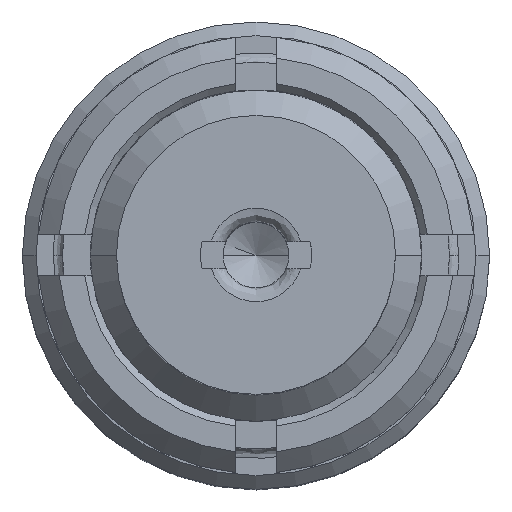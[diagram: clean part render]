
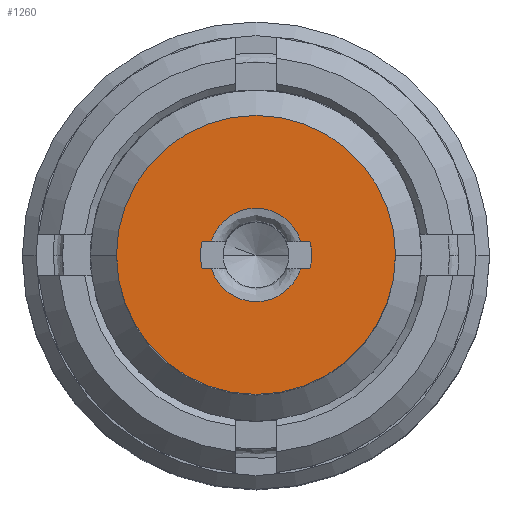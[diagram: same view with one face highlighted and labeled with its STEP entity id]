
A CAD part, top view. The second image highlights one B-rep face of the part: STEP entity #1260.
In plain terms, the highlighted planar face has unit normal (0, 0, 1).
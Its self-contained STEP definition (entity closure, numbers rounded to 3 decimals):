
#44 = EDGE_CURVE ( 'NONE', #4840, #52, #431, .T. ) ;
#52 = VERTEX_POINT ( 'NONE', #190 ) ;
#101 = CARTESIAN_POINT ( 'NONE',  ( 0.205, 0.491, -0.025 ) ) ;
#126 = CARTESIAN_POINT ( 'NONE',  ( 0.325, 0.1, -0.025 ) ) ;
#140 = CARTESIAN_POINT ( 'NONE',  ( -0.325, 0.1, -0.025 ) ) ;
#190 = CARTESIAN_POINT ( 'NONE',  ( -0.392, 0.1, -0.025 ) ) ;
#232 = CARTESIAN_POINT ( 'NONE',  ( 0., 0., -0.025 ) ) ;
#241 = DIRECTION ( 'NONE',  ( 0., 0., -1. ) ) ;
#248 = DIRECTION ( 'NONE',  ( 1., 0., 0. ) ) ;
#431 = CIRCLE ( 'NONE', #4249, 0.405 ) ;
#486 = AXIS2_PLACEMENT_3D ( 'NONE', #4475, #4456, #4435 ) ;
#585 = EDGE_CURVE ( 'NONE', #3788, #2879, #1907, .T. ) ;
#802 = CIRCLE ( 'NONE', #1111, 0.405 ) ;
#821 = EDGE_CURVE ( 'NONE', #3933, #2477, #3671, .T. ) ;
#864 = EDGE_CURVE ( 'NONE', #2477, #5728, #2033, .T. ) ;
#878 = DIRECTION ( 'NONE',  ( 1., 0., 0. ) ) ;
#896 = CARTESIAN_POINT ( 'NONE',  ( -0.405, 0.1, -0.025 ) ) ;
#956 = CARTESIAN_POINT ( 'NONE',  ( -0.325, 0.1, -0.025 ) ) ;
#1111 = AXIS2_PLACEMENT_3D ( 'NONE', #1358, #1261, #1251 ) ;
#1205 = AXIS2_PLACEMENT_3D ( 'NONE', #2892, #3306, #3346 ) ;
#1251 = DIRECTION ( 'NONE',  ( 1., 0., 0. ) ) ;
#1260 = ADVANCED_FACE ( 'NONE', ( #5016, #3104 ), #5204, .F. ) ;
#1261 = DIRECTION ( 'NONE',  ( 0., 0., -1. ) ) ;
#1337 = CARTESIAN_POINT ( 'NONE',  ( 0.392, -0.1, -0.025 ) ) ;
#1358 = CARTESIAN_POINT ( 'NONE',  ( 0., 0., -0.025 ) ) ;
#1522 = VERTEX_POINT ( 'NONE', #3290 ) ;
#1738 = CARTESIAN_POINT ( 'NONE',  ( -0.205, -0.491, -0.025 ) ) ;
#1753 = CARTESIAN_POINT ( 'NONE',  ( -0.325, -0.1, -0.025 ) ) ;
#1780 = CARTESIAN_POINT ( 'NONE',  ( 0.205, -0.491, -0.025 ) ) ;
#1791 = CARTESIAN_POINT ( 'NONE',  ( 0.325, -0.1, -0.025 ) ) ;
#1820 = AXIS2_PLACEMENT_3D ( 'NONE', #4818, #4877, #4914 ) ;
#1900 = EDGE_CURVE ( 'NONE', #5573, #1522, #3537, .T. ) ;
#1907 =( BOUNDED_CURVE ( )  B_SPLINE_CURVE ( 3, ( #126, #101, #4365, #140 ),
 .UNSPECIFIED., .F., .F. ) 
 B_SPLINE_CURVE_WITH_KNOTS ( ( 4, 4 ),
 ( 0., 1. ),
 .UNSPECIFIED. ) 
 CURVE ( )  GEOMETRIC_REPRESENTATION_ITEM ( )  RATIONAL_B_SPLINE_CURVE ( ( 1., 0.529, 0.529, 1. ) ) 
 REPRESENTATION_ITEM ( '' )  );
#2033 = LINE ( 'NONE', #2301, #2092 ) ;
#2092 = VECTOR ( 'NONE', #2314, 1000. ) ;
#2101 = EDGE_CURVE ( 'NONE', #1522, #5573, #5210, .T. ) ;
#2229 = EDGE_CURVE ( 'NONE', #52, #2879, #3604, .T. ) ;
#2301 = CARTESIAN_POINT ( 'NONE',  ( 0., -0.1, -0.025 ) ) ;
#2314 = DIRECTION ( 'NONE',  ( 1., 0., 0. ) ) ;
#2477 = VERTEX_POINT ( 'NONE', #4690 ) ;
#2554 = VECTOR ( 'NONE', #878, 1000. ) ;
#2573 = CARTESIAN_POINT ( 'NONE',  ( -0.325, -0.1, -0.025 ) ) ;
#2616 = VERTEX_POINT ( 'NONE', #5722 ) ;
#2632 = LINE ( 'NONE', #896, #2554 ) ;
#2645 = EDGE_CURVE ( 'NONE', #5429, #2616, #5371, .T. ) ;
#2650 = CARTESIAN_POINT ( 'NONE',  ( -0.405, 0.1, -0.025 ) ) ;
#2689 = DIRECTION ( 'NONE',  ( 1., 0., 0. ) ) ;
#2871 = EDGE_CURVE ( 'NONE', #3788, #5429, #2632, .T. ) ;
#2879 = VERTEX_POINT ( 'NONE', #956 ) ;
#2892 = CARTESIAN_POINT ( 'NONE',  ( 0., 0., -0.025 ) ) ;
#3104 = FACE_BOUND ( 'NONE', #5565, .T. ) ;
#3113 = VECTOR ( 'NONE', #2689, 1000. ) ;
#3177 = CARTESIAN_POINT ( 'NONE',  ( -0.392, -0.1, -0.025 ) ) ;
#3274 = CARTESIAN_POINT ( 'NONE',  ( 0.325, 0.1, -0.025 ) ) ;
#3290 = CARTESIAN_POINT ( 'NONE',  ( -1.015, 0., -0.025 ) ) ;
#3306 = DIRECTION ( 'NONE',  ( 0., 0., -1. ) ) ;
#3346 = DIRECTION ( 'NONE',  ( 1., 0., 0. ) ) ;
#3403 = EDGE_CURVE ( 'NONE', #3933, #4840, #4927, .T. ) ;
#3537 = CIRCLE ( 'NONE', #1820, 1.015 ) ;
#3604 = LINE ( 'NONE', #2650, #3113 ) ;
#3657 = ORIENTED_EDGE ( 'NONE', *, *, #864, .F. ) ;
#3671 =( BOUNDED_CURVE ( )  B_SPLINE_CURVE ( 3, ( #1753, #1738, #1780, #1791 ),
 .UNSPECIFIED., .F., .T. ) 
 B_SPLINE_CURVE_WITH_KNOTS ( ( 4, 4 ),
 ( 0., 1. ),
 .UNSPECIFIED. ) 
 CURVE ( )  GEOMETRIC_REPRESENTATION_ITEM ( )  RATIONAL_B_SPLINE_CURVE ( ( 1., 0.529, 0.529, 1. ) ) 
 REPRESENTATION_ITEM ( '' )  );
#3732 = VECTOR ( 'NONE', #5089, 1000. ) ;
#3788 = VERTEX_POINT ( 'NONE', #3274 ) ;
#3863 = ORIENTED_EDGE ( 'NONE', *, *, #5717, .T. ) ;
#3933 = VERTEX_POINT ( 'NONE', #2573 ) ;
#4018 = ORIENTED_EDGE ( 'NONE', *, *, #2645, .T. ) ;
#4249 = AXIS2_PLACEMENT_3D ( 'NONE', #232, #241, #248 ) ;
#4264 = ORIENTED_EDGE ( 'NONE', *, *, #2871, .T. ) ;
#4330 = ORIENTED_EDGE ( 'NONE', *, *, #2229, .T. ) ;
#4339 = ORIENTED_EDGE ( 'NONE', *, *, #44, .T. ) ;
#4365 = CARTESIAN_POINT ( 'NONE',  ( -0.205, 0.491, -0.025 ) ) ;
#4384 = AXIS2_PLACEMENT_3D ( 'NONE', #5356, #4602, #5209 ) ;
#4392 = ORIENTED_EDGE ( 'NONE', *, *, #585, .F. ) ;
#4435 = DIRECTION ( 'NONE',  ( 1., 0., 0. ) ) ;
#4456 = DIRECTION ( 'NONE',  ( 0., 0., -1. ) ) ;
#4475 = CARTESIAN_POINT ( 'NONE',  ( 0., 0., -0.025 ) ) ;
#4602 = DIRECTION ( 'NONE',  ( 0., 0., -1. ) ) ;
#4606 = CARTESIAN_POINT ( 'NONE',  ( 0.392, 0.1, -0.025 ) ) ;
#4690 = CARTESIAN_POINT ( 'NONE',  ( 0.325, -0.1, -0.025 ) ) ;
#4818 = CARTESIAN_POINT ( 'NONE',  ( 0., 0., -0.025 ) ) ;
#4840 = VERTEX_POINT ( 'NONE', #3177 ) ;
#4877 = DIRECTION ( 'NONE',  ( 0., 0., -1. ) ) ;
#4912 = CARTESIAN_POINT ( 'NONE',  ( 1.015, 0., -0.025 ) ) ;
#4914 = DIRECTION ( 'NONE',  ( 1., 0., 0. ) ) ;
#4915 = ORIENTED_EDGE ( 'NONE', *, *, #1900, .F. ) ;
#4927 = LINE ( 'NONE', #5129, #3732 ) ;
#5016 = FACE_OUTER_BOUND ( 'NONE', #5667, .T. ) ;
#5089 = DIRECTION ( 'NONE',  ( -1., 0., 0. ) ) ;
#5129 = CARTESIAN_POINT ( 'NONE',  ( -0.405, -0.1, -0.025 ) ) ;
#5204 = PLANE ( 'NONE',  #4384 ) ;
#5209 = DIRECTION ( 'NONE',  ( -1., 0., 0. ) ) ;
#5210 = CIRCLE ( 'NONE', #1205, 1.015 ) ;
#5356 = CARTESIAN_POINT ( 'NONE',  ( 0., 0.24, -0.025 ) ) ;
#5371 = CIRCLE ( 'NONE', #486, 0.405 ) ;
#5429 = VERTEX_POINT ( 'NONE', #4606 ) ;
#5556 = ORIENTED_EDGE ( 'NONE', *, *, #2101, .F. ) ;
#5563 = ORIENTED_EDGE ( 'NONE', *, *, #821, .F. ) ;
#5565 = EDGE_LOOP ( 'NONE', ( #5563, #5735, #4339, #4330, #4392, #4264, #4018, #3863, #3657 ) ) ;
#5573 = VERTEX_POINT ( 'NONE', #4912 ) ;
#5667 = EDGE_LOOP ( 'NONE', ( #4915, #5556 ) ) ;
#5717 = EDGE_CURVE ( 'NONE', #2616, #5728, #802, .T. ) ;
#5722 = CARTESIAN_POINT ( 'NONE',  ( 0.405, 0., -0.025 ) ) ;
#5728 = VERTEX_POINT ( 'NONE', #1337 ) ;
#5735 = ORIENTED_EDGE ( 'NONE', *, *, #3403, .T. ) ;
